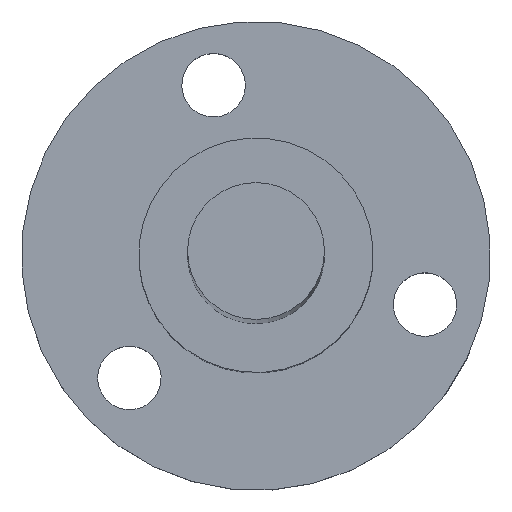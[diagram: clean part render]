
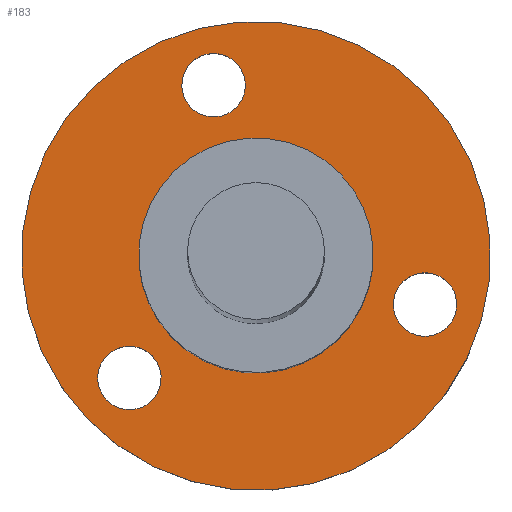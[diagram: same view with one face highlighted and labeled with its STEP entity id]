
A CAD part, top view. The second image highlights one B-rep face of the part: STEP entity #183.
In plain terms, the highlighted planar face has unit normal (0, 0, 1).
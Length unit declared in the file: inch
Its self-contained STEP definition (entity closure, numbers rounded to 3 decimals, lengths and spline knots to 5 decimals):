
#38=PLANE($,#215);
#48=FACE_BOUND($,#87,.T.);
#49=FACE_BOUND($,#88,.T.);
#50=FACE_BOUND($,#89,.T.);
#51=FACE_BOUND($,#90,.T.);
#66=FACE_OUTER_BOUND($,#86,.T.);
#86=EDGE_LOOP($,(#156));
#87=EDGE_LOOP($,(#157));
#88=EDGE_LOOP($,(#158));
#89=EDGE_LOOP($,(#159));
#90=EDGE_LOOP($,(#160));
#98=CIRCLE($,#197,0.375);
#103=CIRCLE($,#204,0.1015);
#105=CIRCLE($,#207,0.1015);
#107=CIRCLE($,#210,0.1015);
#109=CIRCLE($,#213,0.75);
#112=VERTEX_POINT($,#292);
#117=VERTEX_POINT($,#304);
#119=VERTEX_POINT($,#309);
#121=VERTEX_POINT($,#314);
#123=VERTEX_POINT($,#319);
#126=EDGE_CURVE($,#112,#112,#98,.T.);
#131=EDGE_CURVE($,#117,#117,#103,.T.);
#133=EDGE_CURVE($,#119,#119,#105,.T.);
#135=EDGE_CURVE($,#121,#121,#107,.T.);
#137=EDGE_CURVE($,#123,#123,#109,.T.);
#156=ORIENTED_EDGE($,*,*,#137,.T.);
#157=ORIENTED_EDGE($,*,*,#126,.F.);
#158=ORIENTED_EDGE($,*,*,#131,.T.);
#159=ORIENTED_EDGE($,*,*,#133,.T.);
#160=ORIENTED_EDGE($,*,*,#135,.T.);
#183=ADVANCED_FACE($,(#66,#48,#49,#50,#51),#38,.T.);
#197=AXIS2_PLACEMENT_3D($,#293,#236,#237);
#204=AXIS2_PLACEMENT_3D($,#305,#250,#251);
#207=AXIS2_PLACEMENT_3D($,#310,#256,#257);
#210=AXIS2_PLACEMENT_3D($,#315,#262,#263);
#213=AXIS2_PLACEMENT_3D($,#320,#268,#269);
#215=AXIS2_PLACEMENT_3D($,#322,#272,#273);
#236=DIRECTION('center_axis',(0.,0.,1.));
#237=DIRECTION('ref_axis',(1.,0.,0.));
#250=DIRECTION('center_axis',(0.,0.,-1.));
#251=DIRECTION('ref_axis',(1.,0.,0.));
#256=DIRECTION('center_axis',(0.,0.,-1.));
#257=DIRECTION('ref_axis',(1.,0.,0.));
#262=DIRECTION('center_axis',(0.,0.,-1.));
#263=DIRECTION('ref_axis',(1.,0.,0.));
#268=DIRECTION('center_axis',(0.,0.,1.));
#269=DIRECTION('ref_axis',(1.,0.,0.));
#272=DIRECTION('center_axis',(0.,0.,1.));
#273=DIRECTION('ref_axis',(1.,0.,0.));
#292=CARTESIAN_POINT('',(0.375,0.,0.188));
#293=CARTESIAN_POINT('Origin',(0.,0.,0.188));
#304=CARTESIAN_POINT('',(0.1015,0.5625,0.188));
#305=CARTESIAN_POINT('Origin',(0.,0.5625,0.188));
#309=CARTESIAN_POINT('',(0.58864,-0.28125,0.188));
#310=CARTESIAN_POINT('Origin',(0.48714,-0.28125,0.188));
#314=CARTESIAN_POINT('',(-0.38564,-0.28125,0.188));
#315=CARTESIAN_POINT('Origin',(-0.48714,-0.28125,0.188));
#319=CARTESIAN_POINT('',(0.75,0.,0.188));
#320=CARTESIAN_POINT('Origin',(0.,0.,0.188));
#322=CARTESIAN_POINT('Origin',(0.,0.,0.188));
